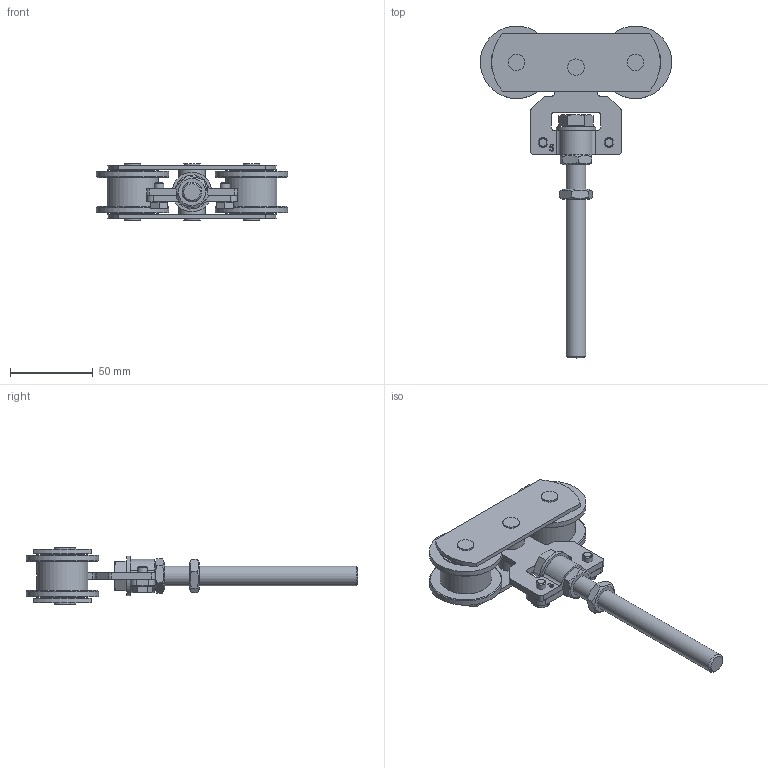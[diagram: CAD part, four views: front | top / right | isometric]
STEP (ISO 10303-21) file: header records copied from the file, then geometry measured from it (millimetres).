
FILE_DESCRIPTION(/* description */ (''),/* implementation_level */ '2;1');
FILE_NAME(/* name */ '255AL.stp',/* time_stamp */ '2018-03-14T12:31:08+01:00',/* author */ ('Lionel'),/* organization */ (''),/* preprocessor_version */ 'ST-DEVELOPER v16.5',/* originating_system */ 'Autodesk Inventor 2017',/* authorisation */ '');
FILE_SCHEMA (('AUTOMOTIVE_DESIGN { 1 0 10303 214 3 1 1 }'));
Length unit declared in the file: millimetre
Products named in the file (12): 255DL; 14592; 11002 MONT; 15107; 14983; 15018; 14991; 14991S-A; 15741; ISO 4017 - M6 x 12; ISO 4035 - M12; 04540
Assembly tree (19 placements, depth 2):
  255DL
    14592  x2
    11002 MONT  x3
    15107  x2
    14983  x2
    15018  x2
    14991
    14991S-A
    15741
    ISO 4017 - M6 x 12  x2
    ISO 4035 - M12  x2
    04540
Bounding box: 116 x 201.2 x 34.1 mm (x, y, z)
Volume: 95239.9 mm3; surface area: 63208.4 mm2
Topology: 19 solids, 19 shells, 405 faces, 1050 edges, 677 vertices
Faces by surface type: plane 179, cylinder 163, cone 45, bspline 18
Full cylindrical faces by diameter (mm): 4.917 x2, 6 x2, 6.1 x2, 7.7 x6, 7.9 x6, 8.88 x2, 10 x6, 10.106 x2, 12 x1, 12.1 x1, 14 x5, 14.2 x1, 16.63 x1, 17.5 x2, 23.8 x2, 24 x1, 24.15 x2, 31 x6, 44 x4
Entity records: 8208 total; most frequent: CARTESIAN_POINT 1638, DIRECTION 1322, ORIENTED_EDGE 1244, EDGE_CURVE 622, AXIS2_PLACEMENT_3D 505, VERTEX_POINT 428, EDGE_LOOP 336, LINE 312
